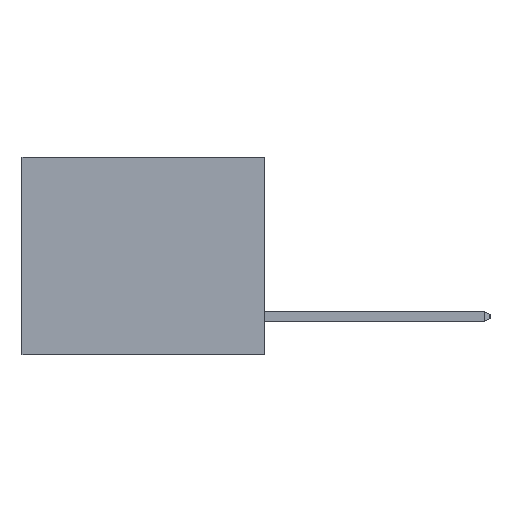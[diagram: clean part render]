
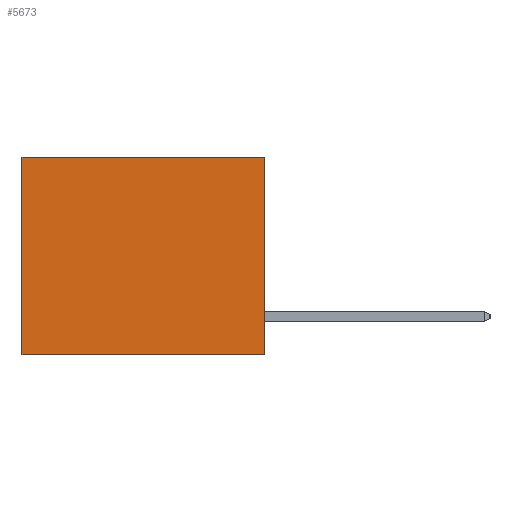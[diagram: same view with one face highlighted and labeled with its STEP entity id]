
A CAD part, left-side view. The second image highlights one B-rep face of the part: STEP entity #5673.
In plain terms, the highlighted planar face has unit normal (-1, 0, 0).
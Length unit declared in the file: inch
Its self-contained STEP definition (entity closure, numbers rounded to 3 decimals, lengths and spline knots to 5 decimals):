
#65 = ORIENTED_EDGE ( 'NONE', *, *, #2215, .T. ) ;
#287 = DIRECTION ( 'NONE',  ( 1., 0., 0. ) ) ;
#1635 = EDGE_CURVE ( 'NONE', #2477, #13192, #15207, .T. ) ;
#2033 = EDGE_LOOP ( 'NONE', ( #65, #5969, #10010, #11371 ) ) ;
#2215 = EDGE_CURVE ( 'NONE', #13192, #7160, #11604, .T. ) ;
#2477 = VERTEX_POINT ( 'NONE', #11298 ) ;
#2880 = CARTESIAN_POINT ( 'NONE',  ( 0.3165, 0., -0.49 ) ) ;
#3093 = PLANE ( 'NONE',  #13172 ) ;
#3506 = DIRECTION ( 'NONE',  ( 0., 0., -1. ) ) ;
#3763 = VERTEX_POINT ( 'NONE', #9147 ) ;
#5552 = CARTESIAN_POINT ( 'NONE',  ( 0.3165, 0., -0.49 ) ) ;
#5673 = ADVANCED_FACE ( 'NONE', ( #11053 ), #3093, .F. ) ;
#5969 = ORIENTED_EDGE ( 'NONE', *, *, #7281, .F. ) ;
#6169 = DIRECTION ( 'NONE',  ( 0., 1., 0. ) ) ;
#7160 = VERTEX_POINT ( 'NONE', #13885 ) ;
#7281 = EDGE_CURVE ( 'NONE', #3763, #7160, #8944, .T. ) ;
#7983 = CARTESIAN_POINT ( 'NONE',  ( 0.3165, 0.6, -0.49 ) ) ;
#8231 = VECTOR ( 'NONE', #3506, 39.37008 ) ;
#8944 = LINE ( 'NONE', #5552, #18635 ) ;
#9056 = CARTESIAN_POINT ( 'NONE',  ( 0.3165, 0., -0.49 ) ) ;
#9147 = CARTESIAN_POINT ( 'NONE',  ( 0.3165, 0., -0.49 ) ) ;
#10010 = ORIENTED_EDGE ( 'NONE', *, *, #13492, .F. ) ;
#10727 = CARTESIAN_POINT ( 'NONE',  ( 0.3165, 0., 0. ) ) ;
#11053 = FACE_OUTER_BOUND ( 'NONE', #2033, .T. ) ;
#11298 = CARTESIAN_POINT ( 'NONE',  ( 0.3165, 0., 0. ) ) ;
#11371 = ORIENTED_EDGE ( 'NONE', *, *, #1635, .T. ) ;
#11604 = LINE ( 'NONE', #7983, #8231 ) ;
#12888 = CARTESIAN_POINT ( 'NONE',  ( 0.3165, 0.6, 0. ) ) ;
#12974 = DIRECTION ( 'NONE',  ( 0., 0., -1. ) ) ;
#13172 = AXIS2_PLACEMENT_3D ( 'NONE', #9056, #287, #17749 ) ;
#13192 = VERTEX_POINT ( 'NONE', #12888 ) ;
#13492 = EDGE_CURVE ( 'NONE', #2477, #3763, #16428, .T. ) ;
#13885 = CARTESIAN_POINT ( 'NONE',  ( 0.3165, 0.6, -0.49 ) ) ;
#15207 = LINE ( 'NONE', #10727, #15424 ) ;
#15424 = VECTOR ( 'NONE', #6169, 39.37008 ) ;
#16428 = LINE ( 'NONE', #2880, #18455 ) ;
#17749 = DIRECTION ( 'NONE',  ( 0., 0., -1. ) ) ;
#18455 = VECTOR ( 'NONE', #12974, 39.37008 ) ;
#18633 = DIRECTION ( 'NONE',  ( 0., 1., 0. ) ) ;
#18635 = VECTOR ( 'NONE', #18633, 39.37008 ) ;
